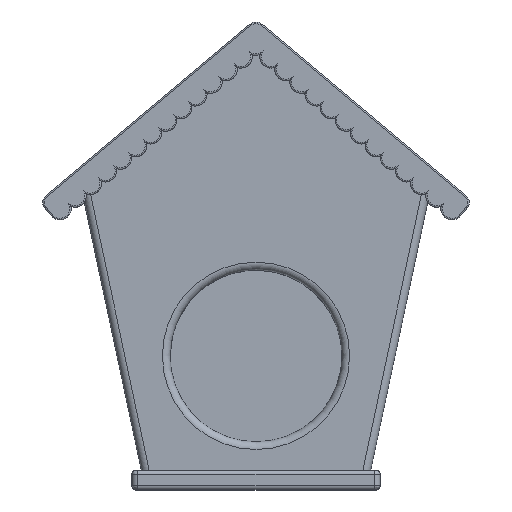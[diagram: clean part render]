
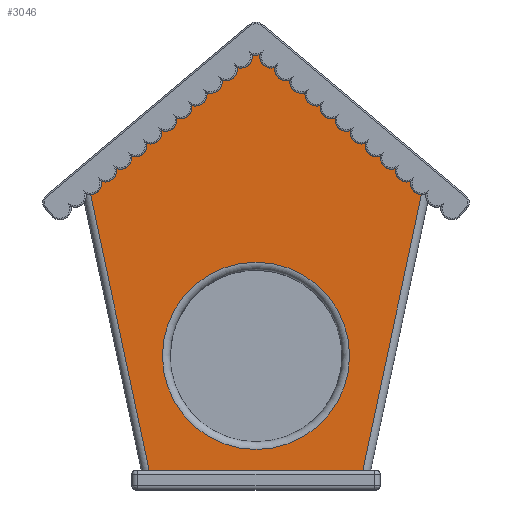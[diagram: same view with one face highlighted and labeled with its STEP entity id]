
A CAD part, top view. The second image highlights one B-rep face of the part: STEP entity #3046.
In plain terms, the highlighted planar face has unit normal (0, 0, 1).
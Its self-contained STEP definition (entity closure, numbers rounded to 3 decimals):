
#74=PLANE('',#3276);
#146=FACE_BOUND('',#374,.T.);
#189=FACE_OUTER_BOUND('',#373,.T.);
#373=EDGE_LOOP('',(#2063,#2064,#2065,#2066,#2067));
#374=EDGE_LOOP('',(#2068));
#627=LINE('',#4950,#845);
#634=LINE('',#5021,#852);
#635=LINE('',#5023,#853);
#636=LINE('',#5025,#854);
#637=LINE('',#5026,#855);
#845=VECTOR('',#3674,10.);
#852=VECTOR('',#3697,10.);
#853=VECTOR('',#3698,10.);
#854=VECTOR('',#3699,10.);
#855=VECTOR('',#3700,10.);
#1064=CIRCLE('',#3274,24.5);
#1272=VERTEX_POINT('',#4947);
#1273=VERTEX_POINT('',#4949);
#1283=VERTEX_POINT('',#5016);
#1284=VERTEX_POINT('',#5020);
#1285=VERTEX_POINT('',#5022);
#1286=VERTEX_POINT('',#5024);
#1572=EDGE_CURVE('',#1273,#1272,#627,.T.);
#1584=EDGE_CURVE('',#1283,#1283,#1064,.T.);
#1586=EDGE_CURVE('',#1273,#1284,#634,.T.);
#1587=EDGE_CURVE('',#1272,#1285,#635,.T.);
#1588=EDGE_CURVE('',#1286,#1285,#636,.T.);
#1589=EDGE_CURVE('',#1286,#1284,#637,.T.);
#2063=ORIENTED_EDGE('',*,*,#1586,.F.);
#2064=ORIENTED_EDGE('',*,*,#1572,.T.);
#2065=ORIENTED_EDGE('',*,*,#1587,.T.);
#2066=ORIENTED_EDGE('',*,*,#1588,.F.);
#2067=ORIENTED_EDGE('',*,*,#1589,.T.);
#2068=ORIENTED_EDGE('',*,*,#1584,.F.);
#3046=ADVANCED_FACE('',(#189,#146),#74,.T.);
#3274=AXIS2_PLACEMENT_3D('',#5017,#3691,#3692);
#3276=AXIS2_PLACEMENT_3D('',#5019,#3695,#3696);
#3674=DIRECTION('',(-0.766,0.643,0.));
#3691=DIRECTION('center_axis',(0.,0.,1.));
#3692=DIRECTION('ref_axis',(-1.,0.,0.));
#3695=DIRECTION('center_axis',(0.,0.,1.));
#3696=DIRECTION('ref_axis',(1.,0.,0.));
#3697=DIRECTION('',(-0.208,-0.978,0.));
#3698=DIRECTION('',(-0.766,-0.643,0.));
#3699=DIRECTION('',(-0.208,0.978,0.));
#3700=DIRECTION('',(1.,0.,0.));
#4947=CARTESIAN_POINT('',(0.,111.618,65.));
#4949=CARTESIAN_POINT('',(43.858,74.817,65.));
#4950=CARTESIAN_POINT('',(45.593,73.361,65.));
#5016=CARTESIAN_POINT('',(24.5,30.,65.));
#5017=CARTESIAN_POINT('Origin',(0.,30.,65.));
#5019=CARTESIAN_POINT('Origin',(0.,55.809,65.));
#5020=CARTESIAN_POINT('',(27.955,0.,65.));
#5021=CARTESIAN_POINT('',(33.07,24.064,65.));
#5022=CARTESIAN_POINT('',(-43.858,74.817,65.));
#5023=CARTESIAN_POINT('',(-45.593,73.361,65.));
#5024=CARTESIAN_POINT('',(-27.955,0.,65.));
#5025=CARTESIAN_POINT('',(-40.867,60.744,65.));
#5026=CARTESIAN_POINT('',(0.,0.,65.));
